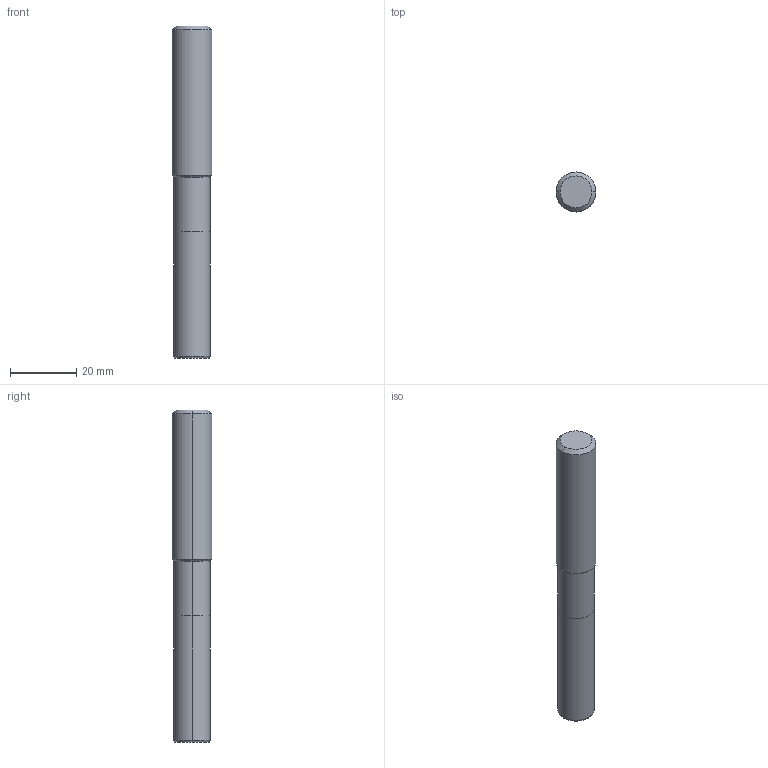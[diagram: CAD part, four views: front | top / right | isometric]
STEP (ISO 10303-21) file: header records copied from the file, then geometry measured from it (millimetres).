
FILE_DESCRIPTION((''),'2;1');
FILE_NAME('607118966-000-00-E43','2018-09-26T',('steckerb'),(''),'PRO/ENGINEER BY PARAMETRIC TECHNOLOGY CORPORATION, 2011220','PRO/ENGINEER BY PARAMETRIC TECHNOLOGY CORPORATION, 2011220','');
FILE_SCHEMA(('AUTOMOTIVE_DESIGN_CC2 { 1 2 10303 214 -1 1 5 2 }'));
Length unit declared in the file: millimetre
Products named in the file (1): 607118966-000-00-E43
Bounding box: 12 x 12 x 100 mm (x, y, z)
Volume: 10292.6 mm3; surface area: 3778.6 mm2
Topology: 1 solids, 1 shells, 18 faces, 65 edges, 56 vertices
Faces by surface type: cylinder 8, cone 6, plane 4
Entity records: 1131 total; most frequent: DIRECTION 127, CARTESIAN_POINT 107, PRESENTATION_STYLE_ASSIGNMENT 95, STYLED_ITEM 86, CURVE_STYLE 72, ORIENTED_EDGE 68, VECTOR 45, LINE 45
